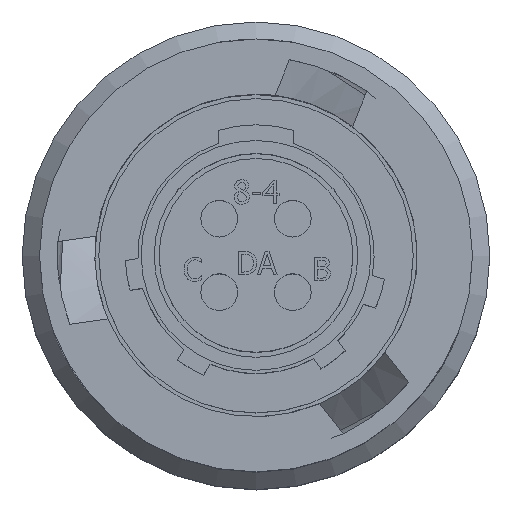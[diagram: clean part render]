
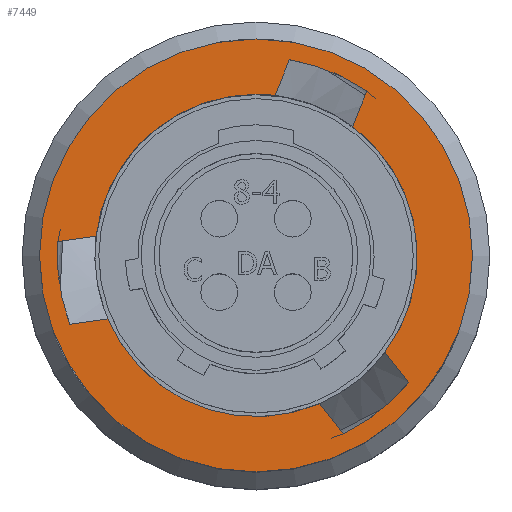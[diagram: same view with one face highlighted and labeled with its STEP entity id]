
A CAD part, top view. The second image highlights one B-rep face of the part: STEP entity #7449.
In plain terms, the highlighted planar face has unit normal (0, 0, 1).
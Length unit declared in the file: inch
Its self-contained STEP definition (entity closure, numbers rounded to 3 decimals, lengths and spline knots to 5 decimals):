
#28=LINE('',#11281,#359);
#29=LINE('',#11318,#360);
#31=LINE('',#11437,#362);
#32=LINE('',#11474,#363);
#34=LINE('',#11719,#365);
#35=LINE('',#11756,#366);
#359=VECTOR('',#8947,0.3937);
#360=VECTOR('',#8948,0.3937);
#362=VECTOR('',#8954,0.3937);
#363=VECTOR('',#8955,0.3937);
#365=VECTOR('',#8969,0.3937);
#366=VECTOR('',#8970,0.3937);
#1135=PLANE('',#8011);
#1377=FACE_BOUND('',#2117,.T.);
#1561=FACE_OUTER_BOUND('',#2116,.T.);
#2116=EDGE_LOOP('',(#4937));
#2117=EDGE_LOOP('',(#4938,#4939,#4940,#4941,#4942,#4943,#4944,#4945,#4946,
#4947,#4948,#4949));
#2786=CIRCLE('',#7979,0.29715);
#2788=CIRCLE('',#7981,0.29715);
#2792=CIRCLE('',#7987,0.29715);
#2795=CIRCLE('',#7992,0.24125);
#2796=CIRCLE('',#7993,0.24125);
#2797=CIRCLE('',#7994,0.24125);
#2799=CIRCLE('',#7997,0.324);
#3266=VERTEX_POINT('',#11218);
#3267=VERTEX_POINT('',#11225);
#3269=VERTEX_POINT('',#11258);
#3270=VERTEX_POINT('',#11306);
#3275=VERTEX_POINT('',#11374);
#3276=VERTEX_POINT('',#11381);
#3278=VERTEX_POINT('',#11414);
#3279=VERTEX_POINT('',#11462);
#3292=VERTEX_POINT('',#11656);
#3293=VERTEX_POINT('',#11663);
#3295=VERTEX_POINT('',#11696);
#3296=VERTEX_POINT('',#11744);
#3304=VERTEX_POINT('',#11830);
#3867=EDGE_CURVE('',#3267,#3266,#2786,.T.);
#3871=EDGE_CURVE('',#3269,#3267,#28,.T.);
#3873=EDGE_CURVE('',#3266,#3270,#29,.T.);
#3878=EDGE_CURVE('',#3276,#3275,#2788,.T.);
#3882=EDGE_CURVE('',#3278,#3276,#31,.T.);
#3884=EDGE_CURVE('',#3275,#3279,#32,.T.);
#3899=EDGE_CURVE('',#3293,#3292,#2792,.T.);
#3903=EDGE_CURVE('',#3295,#3293,#34,.T.);
#3905=EDGE_CURVE('',#3292,#3296,#35,.T.);
#3913=EDGE_CURVE('',#3296,#3269,#2795,.T.);
#3914=EDGE_CURVE('',#3279,#3295,#2796,.T.);
#3915=EDGE_CURVE('',#3270,#3278,#2797,.T.);
#3917=EDGE_CURVE('',#3304,#3304,#2799,.T.);
#4937=ORIENTED_EDGE('',*,*,#3917,.T.);
#4938=ORIENTED_EDGE('',*,*,#3873,.T.);
#4939=ORIENTED_EDGE('',*,*,#3915,.T.);
#4940=ORIENTED_EDGE('',*,*,#3882,.T.);
#4941=ORIENTED_EDGE('',*,*,#3878,.T.);
#4942=ORIENTED_EDGE('',*,*,#3884,.T.);
#4943=ORIENTED_EDGE('',*,*,#3914,.T.);
#4944=ORIENTED_EDGE('',*,*,#3903,.T.);
#4945=ORIENTED_EDGE('',*,*,#3899,.T.);
#4946=ORIENTED_EDGE('',*,*,#3905,.T.);
#4947=ORIENTED_EDGE('',*,*,#3913,.T.);
#4948=ORIENTED_EDGE('',*,*,#3871,.T.);
#4949=ORIENTED_EDGE('',*,*,#3867,.T.);
#7449=ADVANCED_FACE('',(#1561,#1377),#1135,.F.);
#7979=AXIS2_PLACEMENT_3D('',#11226,#8945,#8946);
#7981=AXIS2_PLACEMENT_3D('',#11382,#8952,#8953);
#7987=AXIS2_PLACEMENT_3D('',#11664,#8967,#8968);
#7992=AXIS2_PLACEMENT_3D('',#11824,#8980,#8981);
#7993=AXIS2_PLACEMENT_3D('',#11825,#8982,#8983);
#7994=AXIS2_PLACEMENT_3D('',#11826,#8984,#8985);
#7997=AXIS2_PLACEMENT_3D('',#11831,#8990,#8991);
#8011=AXIS2_PLACEMENT_3D('',#11851,#9018,#9019);
#8945=DIRECTION('center_axis',(0.,0.,-1.));
#8946=DIRECTION('ref_axis',(0.439,-0.899,0.));
#8947=DIRECTION('',(0.618,-0.786,0.));
#8948=DIRECTION('',(-0.618,0.786,0.));
#8952=DIRECTION('center_axis',(0.,0.,
-1.));
#8953=DIRECTION('ref_axis',(-0.998,0.069,0.));
#8954=DIRECTION('',(-0.99,-0.142,0.));
#8955=DIRECTION('',(0.99,0.142,0.));
#8967=DIRECTION('center_axis',(0.,0.,-1.));
#8968=DIRECTION('ref_axis',(0.559,0.829,0.));
#8969=DIRECTION('',(0.372,0.928,0.));
#8970=DIRECTION('',(-0.372,-0.928,0.));
#8980=DIRECTION('center_axis',(0.,0.,
-1.));
#8981=DIRECTION('ref_axis',(1.,0.,0.));
#8982=DIRECTION('center_axis',(0.,0.,
-1.));
#8983=DIRECTION('ref_axis',(1.,0.,0.));
#8984=DIRECTION('center_axis',(0.,0.,
-1.));
#8985=DIRECTION('ref_axis',(1.,0.,0.));
#8990=DIRECTION('center_axis',(0.,0.,
1.));
#8991=DIRECTION('ref_axis',(-1.,0.,0.));
#9018=DIRECTION('center_axis',(0.,0.,
-1.));
#9019=DIRECTION('ref_axis',(-1.,0.,0.));
#11218=CARTESIAN_POINT('',(0.1304,-0.26701,0.75));
#11225=CARTESIAN_POINT('',(0.22867,-0.18976,0.75));
#11226=CARTESIAN_POINT('Origin',(0.,0.,
0.75));
#11258=CARTESIAN_POINT('',(0.19314,-0.14456,0.75));
#11281=CARTESIAN_POINT('',(0.19314,-0.14456,0.75));
#11306=CARTESIAN_POINT('',(0.09487,-0.22181,0.75));
#11318=CARTESIAN_POINT('',(0.1304,-0.26701,0.75));
#11374=CARTESIAN_POINT('',(-0.29643,0.02058,0.75));
#11381=CARTESIAN_POINT('',(-0.27867,-0.10315,0.75));
#11382=CARTESIAN_POINT('Origin',(0.,0.,
0.75));
#11414=CARTESIAN_POINT('',(-0.22176,-0.09498,0.75));
#11437=CARTESIAN_POINT('',(-0.22176,-0.09498,0.75));
#11462=CARTESIAN_POINT('',(-0.23953,0.02875,0.75));
#11474=CARTESIAN_POINT('',(-0.29643,0.02058,0.75));
#11656=CARTESIAN_POINT('',(0.16604,0.24643,0.75));
#11663=CARTESIAN_POINT('',(0.05,0.29291,0.75));
#11664=CARTESIAN_POINT('Origin',(0.,0.,
0.75));
#11696=CARTESIAN_POINT('',(0.02862,0.23955,0.75));
#11719=CARTESIAN_POINT('',(0.02862,0.23955,0.75));
#11744=CARTESIAN_POINT('',(0.14466,0.19307,0.75));
#11756=CARTESIAN_POINT('',(0.16604,0.24643,0.75));
#11824=CARTESIAN_POINT('Origin',(0.,0.,
0.75));
#11825=CARTESIAN_POINT('Origin',(0.,0.,
0.75));
#11826=CARTESIAN_POINT('Origin',(0.,0.,
0.75));
#11830=CARTESIAN_POINT('',(0.324,0.,0.75));
#11831=CARTESIAN_POINT('Origin',(0.,0.,
0.75));
#11851=CARTESIAN_POINT('Origin',(0.,0.,
0.75));
